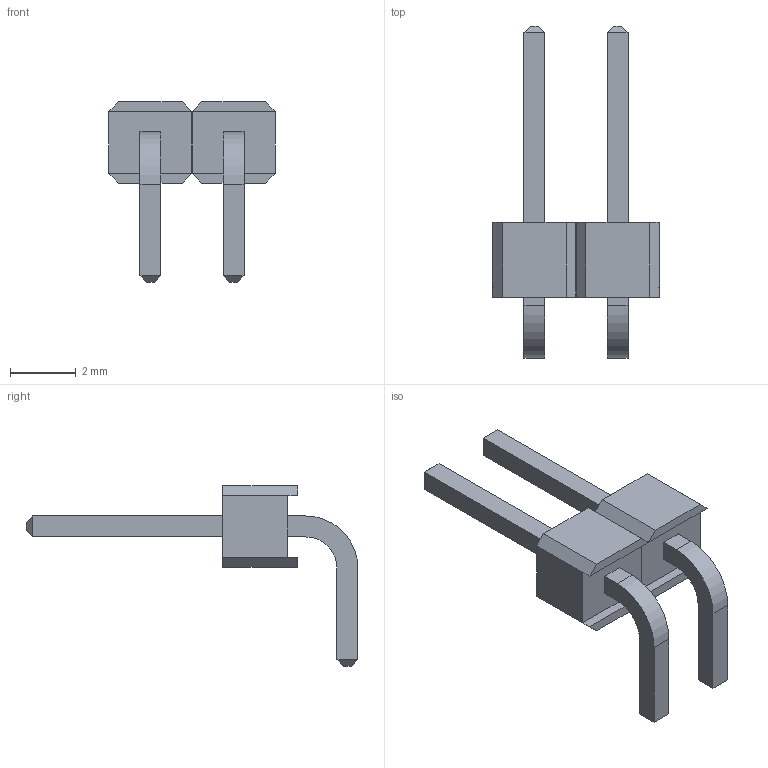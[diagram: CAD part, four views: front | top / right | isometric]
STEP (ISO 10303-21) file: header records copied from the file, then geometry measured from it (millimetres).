
FILE_DESCRIPTION (( 'STEP AP214' ), '1' );
FILE_NAME ('User Library-Header_Male_RA_Low_2Pin.STEP', '2015-03-17T06:53:40', ( 'Windows User' ), ( '' ), 'SwSTEP 2.0', 'SolidWorks 2015', '' );
FILE_SCHEMA (( 'AUTOMOTIVE_DESIGN' ));
Length unit declared in the file: millimetre
Products named in the file (3): User Library-Header_Male_RA_Low_2Pin_PinArray; User Library-Header_Male_RA_Low_2Pin_BodyArray; User Library-Header_Male_RA_Low_2Pin
Assembly tree (2 placements, depth 2):
  User Library-Header_Male_RA_Low_2Pin
    User Library-Header_Male_RA_Low_2Pin_BodyArray
    User Library-Header_Male_RA_Low_2Pin_PinArray
Bounding box: 5.08 x 10.13 x 5.51 mm (x, y, z)
Volume: 34.6 mm3; surface area: 146.2 mm2
Topology: 4 solids, 4 shells, 72 faces, 168 edges, 104 vertices
Faces by surface type: plane 68, cylinder 4
Entity records: 2916 total; most frequent: CARTESIAN_POINT 349, ORIENTED_EDGE 336, DIRECTION 330, EDGE_CURVE 168, LINE 160, VECTOR 160, VERTEX_POINT 104, AXIS2_PLACEMENT_3D 85
